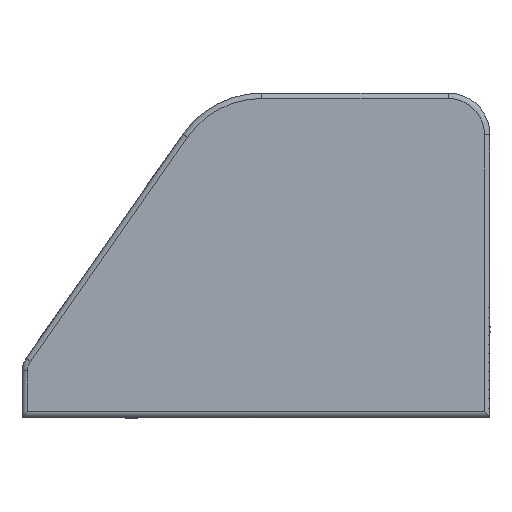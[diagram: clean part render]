
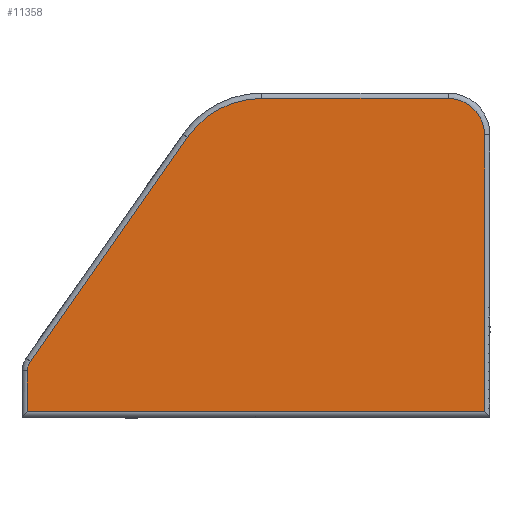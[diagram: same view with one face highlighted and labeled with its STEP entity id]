
A CAD part, left-side view. The second image highlights one B-rep face of the part: STEP entity #11358.
In plain terms, the highlighted planar face has unit normal (-1, 0, 0).
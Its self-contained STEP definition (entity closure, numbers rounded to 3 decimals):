
#57 = VECTOR ( 'NONE', #7545, 1000. ) ;
#213 = AXIS2_PLACEMENT_3D ( 'NONE', #15894, #1068, #7658 ) ;
#659 = VERTEX_POINT ( 'NONE', #13475 ) ;
#1068 = DIRECTION ( 'NONE',  ( -1., 0., 0. ) ) ;
#1076 = AXIS2_PLACEMENT_3D ( 'NONE', #10989, #19242, #17613 ) ;
#1403 = VECTOR ( 'NONE', #9904, 1000. ) ;
#2161 = EDGE_CURVE ( 'NONE', #5172, #16965, #16411, .T. ) ;
#2281 = CIRCLE ( 'NONE', #5064, 4.5 ) ;
#2556 = LINE ( 'NONE', #17389, #57 ) ;
#2645 = ORIENTED_EDGE ( 'NONE', *, *, #11752, .F. ) ;
#3274 = CARTESIAN_POINT ( 'NONE',  ( -133., -68., 70. ) ) ;
#3445 = ORIENTED_EDGE ( 'NONE', *, *, #18514, .F. ) ;
#3458 = VERTEX_POINT ( 'NONE', #9779 ) ;
#3934 = LINE ( 'NONE', #5549, #16836 ) ;
#4585 = CIRCLE ( 'NONE', #6984, 10. ) ;
#5063 = DIRECTION ( 'NONE',  ( 0., -1., 0. ) ) ;
#5064 = AXIS2_PLACEMENT_3D ( 'NONE', #9300, #7255, #7675 ) ;
#5172 = VERTEX_POINT ( 'NONE', #16261 ) ;
#5549 = CARTESIAN_POINT ( 'NONE',  ( -133., -68., 80. ) ) ;
#6004 = ORIENTED_EDGE ( 'NONE', *, *, #2161, .F. ) ;
#6984 = AXIS2_PLACEMENT_3D ( 'NONE', #3274, #9535, #7914 ) ;
#7255 = DIRECTION ( 'NONE',  ( 1., 0., 0. ) ) ;
#7276 = CARTESIAN_POINT ( 'NONE',  ( -133., -16.861, 80. ) ) ;
#7459 = VECTOR ( 'NONE', #15943, 1000. ) ;
#7545 = DIRECTION ( 'NONE',  ( 0., 0., -1. ) ) ;
#7658 = DIRECTION ( 'NONE',  ( 0., 0., 1. ) ) ;
#7675 = DIRECTION ( 'NONE',  ( 0., 0., 1. ) ) ;
#7914 = DIRECTION ( 'NONE',  ( 0., 0., 1. ) ) ;
#8938 = VERTEX_POINT ( 'NONE', #14429 ) ;
#9300 = CARTESIAN_POINT ( 'NONE',  ( -133., 43., 5.25 ) ) ;
#9535 = DIRECTION ( 'NONE',  ( 1., 0., 0. ) ) ;
#9606 = EDGE_CURVE ( 'NONE', #18280, #659, #11898, .T. ) ;
#9779 = CARTESIAN_POINT ( 'NONE',  ( -133., 47.5, 5.25 ) ) ;
#9904 = DIRECTION ( 'NONE',  ( 0., 1., 0. ) ) ;
#10904 = FACE_OUTER_BOUND ( 'NONE', #13433, .T. ) ;
#10989 = CARTESIAN_POINT ( 'NONE',  ( -133., -16.861, 55. ) ) ;
#11358 = ADVANCED_FACE ( 'NONE', ( #10904 ), #17529, .T. ) ;
#11512 = CARTESIAN_POINT ( 'NONE',  ( -133., 49., -6. ) ) ;
#11752 = EDGE_CURVE ( 'NONE', #15791, #5172, #2556, .T. ) ;
#11898 = LINE ( 'NONE', #18725, #12943 ) ;
#12943 = VECTOR ( 'NONE', #18411, 1000. ) ;
#13230 = ORIENTED_EDGE ( 'NONE', *, *, #14728, .F. ) ;
#13285 = ORIENTED_EDGE ( 'NONE', *, *, #17748, .F. ) ;
#13433 = EDGE_LOOP ( 'NONE', ( #2645, #16973, #16125, #3445, #18288, #13230, #13285, #6004 ) ) ;
#13475 = CARTESIAN_POINT ( 'NONE',  ( -133., 3.618, 69.339 ) ) ;
#14200 = VERTEX_POINT ( 'NONE', #7276 ) ;
#14429 = CARTESIAN_POINT ( 'NONE',  ( -133., -68., 80. ) ) ;
#14728 = EDGE_CURVE ( 'NONE', #3458, #18280, #2281, .T. ) ;
#15373 = EDGE_CURVE ( 'NONE', #14200, #8938, #3934, .T. ) ;
#15527 = LINE ( 'NONE', #18993, #7459 ) ;
#15791 = VERTEX_POINT ( 'NONE', #18217 ) ;
#15894 = CARTESIAN_POINT ( 'NONE',  ( -133., -68., 70. ) ) ;
#15943 = DIRECTION ( 'NONE',  ( 0., 0., 1. ) ) ;
#16125 = ORIENTED_EDGE ( 'NONE', *, *, #15373, .F. ) ;
#16261 = CARTESIAN_POINT ( 'NONE',  ( -133., -78., -6. ) ) ;
#16411 = LINE ( 'NONE', #11512, #1403 ) ;
#16836 = VECTOR ( 'NONE', #5063, 1000. ) ;
#16965 = VERTEX_POINT ( 'NONE', #16980 ) ;
#16973 = ORIENTED_EDGE ( 'NONE', *, *, #19525, .F. ) ;
#16980 = CARTESIAN_POINT ( 'NONE',  ( -133., 47.5, -6. ) ) ;
#17389 = CARTESIAN_POINT ( 'NONE',  ( -133., -78., -7.5 ) ) ;
#17529 = PLANE ( 'NONE',  #213 ) ;
#17613 = DIRECTION ( 'NONE',  ( 0., 0., 1. ) ) ;
#17748 = EDGE_CURVE ( 'NONE', #16965, #3458, #15527, .T. ) ;
#18217 = CARTESIAN_POINT ( 'NONE',  ( -133., -78., 70. ) ) ;
#18280 = VERTEX_POINT ( 'NONE', #20463 ) ;
#18288 = ORIENTED_EDGE ( 'NONE', *, *, #9606, .F. ) ;
#18411 = DIRECTION ( 'NONE',  ( 0., -0.574, 0.819 ) ) ;
#18514 = EDGE_CURVE ( 'NONE', #659, #14200, #19043, .T. ) ;
#18725 = CARTESIAN_POINT ( 'NONE',  ( -133., 3.618, 69.339 ) ) ;
#18993 = CARTESIAN_POINT ( 'NONE',  ( -133., 47.5, 5.25 ) ) ;
#19043 = CIRCLE ( 'NONE', #1076, 25. ) ;
#19242 = DIRECTION ( 'NONE',  ( 1., 0., 0. ) ) ;
#19525 = EDGE_CURVE ( 'NONE', #8938, #15791, #4585, .T. ) ;
#20463 = CARTESIAN_POINT ( 'NONE',  ( -133., 46.686, 7.831 ) ) ;
